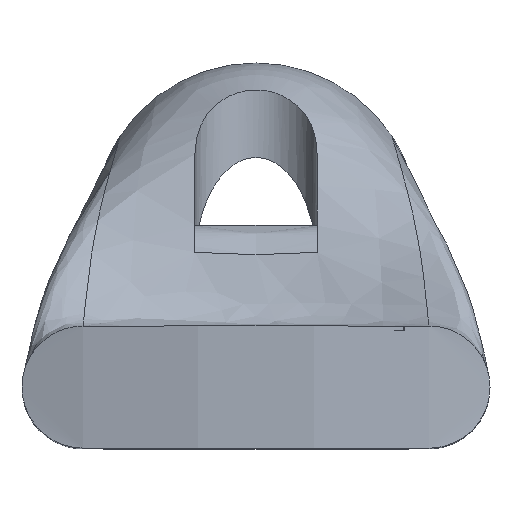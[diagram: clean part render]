
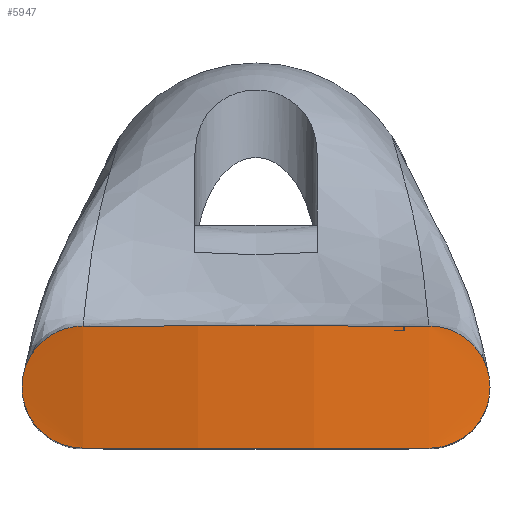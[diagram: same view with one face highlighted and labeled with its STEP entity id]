
A CAD part, top view. The second image highlights one B-rep face of the part: STEP entity #5947.
In plain terms, the highlighted cylindrical face has radius 20 mm (diameter 40 mm), a partial arc.
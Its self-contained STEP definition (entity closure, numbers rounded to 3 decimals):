
#3987=CARTESIAN_POINT('',(-4.25,-2.5,20.183));
#3988=VERTEX_POINT('',#3987);
#3997=CARTESIAN_POINT('',(4.25,-2.5,20.183));
#3998=VERTEX_POINT('',#3997);
#3999=CARTESIAN_POINT('',(0.,-2.5,0.64));
#4000=DIRECTION('',(0.0,-1.0,0.0));
#4001=DIRECTION('',(-0.288,0.0,0.958));
#4002=AXIS2_PLACEMENT_3D('',#3999,#4000,#4001);
#4003=CIRCLE('',#4002,20.);
#4004=EDGE_CURVE('',#3998,#3988,#4003,.T.);
#5872=CARTESIAN_POINT('',(0.,-5.5,0.64));
#5873=DIRECTION('',(0.0,1.0,0.0));
#5874=DIRECTION('',(-0.288,0.0,0.958));
#5875=AXIS2_PLACEMENT_3D('',#5872,#5873,#5874);
#5876=CYLINDRICAL_SURFACE('',#5875,20.);
#5877=CARTESIAN_POINT('',(-4.25,-5.5,20.183));
#5878=VERTEX_POINT('',#5877);
#5879=CARTESIAN_POINT('',(-5.75,-4.,19.795));
#5880=VERTEX_POINT('',#5879);
#5881=CARTESIAN_POINT('',(-4.25,-5.5,20.183));
#5882=CARTESIAN_POINT('',(-4.44,-5.5,20.141));
#5883=CARTESIAN_POINT('',(-4.642,-5.462,20.094));
#5884=CARTESIAN_POINT('',(-5.014,-5.307,20.002));
#5885=CARTESIAN_POINT('',(-5.183,-5.19,19.957));
#5886=CARTESIAN_POINT('',(-5.447,-4.923,19.884));
#5887=CARTESIAN_POINT('',(-5.561,-4.756,19.851));
#5888=CARTESIAN_POINT('',(-5.712,-4.389,19.807));
#5889=CARTESIAN_POINT('',(-5.75,-4.188,19.795));
#5890=CARTESIAN_POINT('',(-5.75,-4.,19.795));
#5891=B_SPLINE_CURVE_WITH_KNOTS('',3,(#5881,#5882,#5883,#5884,#5885,#5886,#5887,#5888,#5889,#5890),.UNSPECIFIED.,.F.,.U.,(4,2,2,2,4),(0.228,0.286,0.345,0.401,0.458),.UNSPECIFIED.);
#5892=EDGE_CURVE('',#5878,#5880,#5891,.T.);
#5893=ORIENTED_EDGE('',*,*,#5892,.F.);
#5894=CARTESIAN_POINT('',(4.25,-5.5,20.183));
#5895=VERTEX_POINT('',#5894);
#5896=CARTESIAN_POINT('',(0.,-5.5,0.64));
#5897=DIRECTION('',(0.0,1.0,0.0));
#5898=DIRECTION('',(-0.288,0.0,0.958));
#5899=AXIS2_PLACEMENT_3D('',#5896,#5897,#5898);
#5900=CIRCLE('',#5899,20.);
#5901=EDGE_CURVE('',#5878,#5895,#5900,.T.);
#5902=ORIENTED_EDGE('',*,*,#5901,.T.);
#5903=CARTESIAN_POINT('',(5.75,-4.,19.795));
#5904=VERTEX_POINT('',#5903);
#5905=CARTESIAN_POINT('',(5.75,-4.,19.795));
#5906=CARTESIAN_POINT('',(5.75,-4.19,19.795));
#5907=CARTESIAN_POINT('',(5.712,-4.392,19.807));
#5908=CARTESIAN_POINT('',(5.558,-4.761,19.852));
#5909=CARTESIAN_POINT('',(5.442,-4.929,19.885));
#5910=CARTESIAN_POINT('',(5.177,-5.194,19.958));
#5911=CARTESIAN_POINT('',(5.008,-5.31,20.003));
#5912=CARTESIAN_POINT('',(4.639,-5.462,20.095));
#5913=CARTESIAN_POINT('',(4.438,-5.5,20.142));
#5914=CARTESIAN_POINT('',(4.25,-5.5,20.183));
#5915=B_SPLINE_CURVE_WITH_KNOTS('',3,(#5905,#5906,#5907,#5908,#5909,#5910,#5911,#5912,#5913,#5914),.UNSPECIFIED.,.F.,.U.,(4,2,2,2,4),(0.458,0.515,0.572,0.629,0.687),.UNSPECIFIED.);
#5916=EDGE_CURVE('',#5904,#5895,#5915,.T.);
#5917=ORIENTED_EDGE('',*,*,#5916,.F.);
#5918=CARTESIAN_POINT('',(4.25,-2.5,20.183));
#5919=CARTESIAN_POINT('',(4.44,-2.5,20.141));
#5920=CARTESIAN_POINT('',(4.642,-2.538,20.094));
#5921=CARTESIAN_POINT('',(5.014,-2.693,20.002));
#5922=CARTESIAN_POINT('',(5.183,-2.81,19.957));
#5923=CARTESIAN_POINT('',(5.447,-3.077,19.884));
#5924=CARTESIAN_POINT('',(5.561,-3.244,19.851));
#5925=CARTESIAN_POINT('',(5.712,-3.611,19.807));
#5926=CARTESIAN_POINT('',(5.75,-3.812,19.795));
#5927=CARTESIAN_POINT('',(5.75,-4.,19.795));
#5928=B_SPLINE_CURVE_WITH_KNOTS('',3,(#5918,#5919,#5920,#5921,#5922,#5923,#5924,#5925,#5926,#5927),.UNSPECIFIED.,.F.,.U.,(4,2,2,2,4),(0.685,0.744,0.802,0.859,0.915),.UNSPECIFIED.);
#5929=EDGE_CURVE('',#3998,#5904,#5928,.T.);
#5930=ORIENTED_EDGE('',*,*,#5929,.F.);
#5931=ORIENTED_EDGE('',*,*,#4004,.T.);
#5932=CARTESIAN_POINT('',(-5.75,-4.,19.795));
#5933=CARTESIAN_POINT('',(-5.75,-3.812,19.795));
#5934=CARTESIAN_POINT('',(-5.712,-3.611,19.807));
#5935=CARTESIAN_POINT('',(-5.561,-3.244,19.851));
#5936=CARTESIAN_POINT('',(-5.447,-3.077,19.884));
#5937=CARTESIAN_POINT('',(-5.183,-2.81,19.957));
#5938=CARTESIAN_POINT('',(-5.014,-2.693,20.002));
#5939=CARTESIAN_POINT('',(-4.642,-2.538,20.094));
#5940=CARTESIAN_POINT('',(-4.44,-2.5,20.141));
#5941=CARTESIAN_POINT('',(-4.25,-2.5,20.183));
#5942=B_SPLINE_CURVE_WITH_KNOTS('',3,(#5932,#5933,#5934,#5935,#5936,#5937,#5938,#5939,#5940,#5941),.UNSPECIFIED.,.F.,.U.,(4,2,2,2,4),(0.915,0.972,1.028,1.086,1.145),.UNSPECIFIED.);
#5943=EDGE_CURVE('',#5880,#3988,#5942,.T.);
#5944=ORIENTED_EDGE('',*,*,#5943,.F.);
#5945=EDGE_LOOP('',(#5893,#5902,#5917,#5930,#5931,#5944));
#5946=FACE_OUTER_BOUND('',#5945,.T.);
#5947=ADVANCED_FACE('',(#5946),#5876,.T.);
